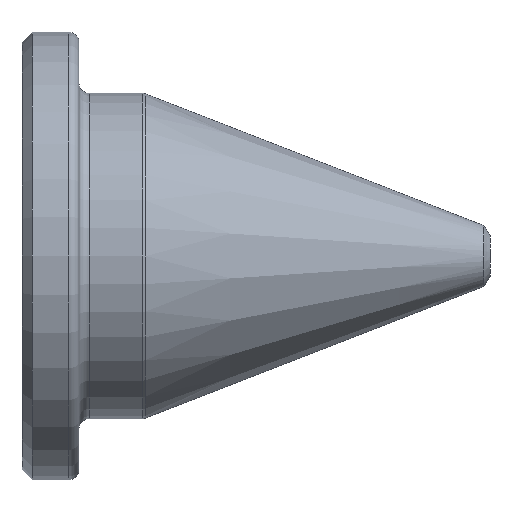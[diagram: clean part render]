
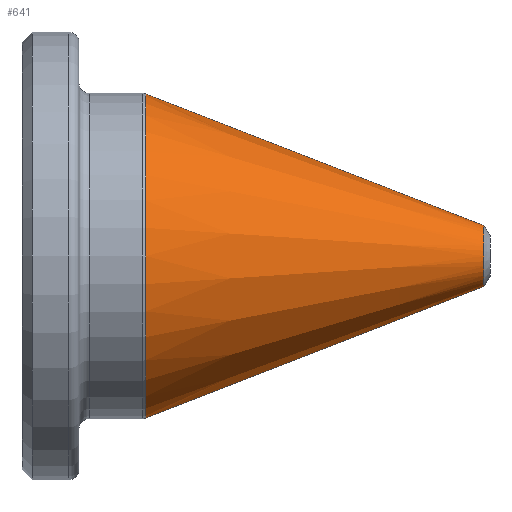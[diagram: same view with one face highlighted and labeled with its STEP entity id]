
A CAD part, left-side view. The second image highlights one B-rep face of the part: STEP entity #641.
In plain terms, the highlighted conical face has half-angle 21.267 degrees and reference radius 1.5 mm.
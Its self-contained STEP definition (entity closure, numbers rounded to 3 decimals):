
#15 = LINE ( 'NONE', #290, #134 ) ;
#16 = CARTESIAN_POINT ( 'NONE',  ( 0., 0.3, 0. ) ) ;
#36 = ORIENTED_EDGE ( 'NONE', *, *, #597, .T. ) ;
#63 = DIRECTION ( 'NONE',  ( 0., 0.932, -0.363 ) ) ;
#103 = DIRECTION ( 'NONE',  ( 0., 0., -1. ) ) ;
#134 = VECTOR ( 'NONE', #63, 1000. ) ;
#140 = VERTEX_POINT ( 'NONE', #299 ) ;
#149 = LINE ( 'NONE', #263, #367 ) ;
#156 = ORIENTED_EDGE ( 'NONE', *, *, #647, .F. ) ;
#171 = CARTESIAN_POINT ( 'NONE',  ( 0., 16.913, 0. ) ) ;
#173 = VERTEX_POINT ( 'NONE', #362 ) ;
#234 = DIRECTION ( 'NONE',  ( 0., -1., 0. ) ) ;
#237 = DIRECTION ( 'NONE',  ( 0., 0., 1. ) ) ;
#253 = VERTEX_POINT ( 'NONE', #515 ) ;
#262 = AXIS2_PLACEMENT_3D ( 'NONE', #602, #234, #103 ) ;
#263 = CARTESIAN_POINT ( 'NONE',  ( 0., 0.3, 1.5 ) ) ;
#290 = CARTESIAN_POINT ( 'NONE',  ( 0., 0.3, -1.5 ) ) ;
#299 = CARTESIAN_POINT ( 'NONE',  ( 0., 16.913, 7.966 ) ) ;
#320 = VERTEX_POINT ( 'NONE', #556 ) ;
#362 = CARTESIAN_POINT ( 'NONE',  ( 0., 0.3, -1.5 ) ) ;
#367 = VECTOR ( 'NONE', #368, 1000. ) ;
#368 = DIRECTION ( 'NONE',  ( 0., 0.932, 0.363 ) ) ;
#382 = EDGE_LOOP ( 'NONE', ( #156, #625, #705, #36 ) ) ;
#384 = CIRCLE ( 'NONE', #631, 7.966 ) ;
#390 = DIRECTION ( 'NONE',  ( 0., 0., -1. ) ) ;
#397 = FACE_OUTER_BOUND ( 'NONE', #382, .T. ) ;
#460 = EDGE_CURVE ( 'NONE', #320, #140, #149, .T. ) ;
#515 = CARTESIAN_POINT ( 'NONE',  ( 0., 16.913, -7.966 ) ) ;
#556 = CARTESIAN_POINT ( 'NONE',  ( 0., 0.3, 1.5 ) ) ;
#562 = CONICAL_SURFACE ( 'NONE', #694, 1.5, 0.371 ) ;
#584 = CIRCLE ( 'NONE', #262, 1.5 ) ;
#597 = EDGE_CURVE ( 'NONE', #140, #253, #384, .T. ) ;
#602 = CARTESIAN_POINT ( 'NONE',  ( 0., 0.3, 0. ) ) ;
#609 = DIRECTION ( 'NONE',  ( 0., 1., 0. ) ) ;
#625 = ORIENTED_EDGE ( 'NONE', *, *, #650, .F. ) ;
#631 = AXIS2_PLACEMENT_3D ( 'NONE', #171, #662, #390 ) ;
#641 = ADVANCED_FACE ( 'NONE', ( #397 ), #562, .T. ) ;
#647 = EDGE_CURVE ( 'NONE', #173, #253, #15, .T. ) ;
#650 = EDGE_CURVE ( 'NONE', #320, #173, #584, .T. ) ;
#662 = DIRECTION ( 'NONE',  ( 0., -1., 0. ) ) ;
#694 = AXIS2_PLACEMENT_3D ( 'NONE', #16, #609, #237 ) ;
#705 = ORIENTED_EDGE ( 'NONE', *, *, #460, .T. ) ;
